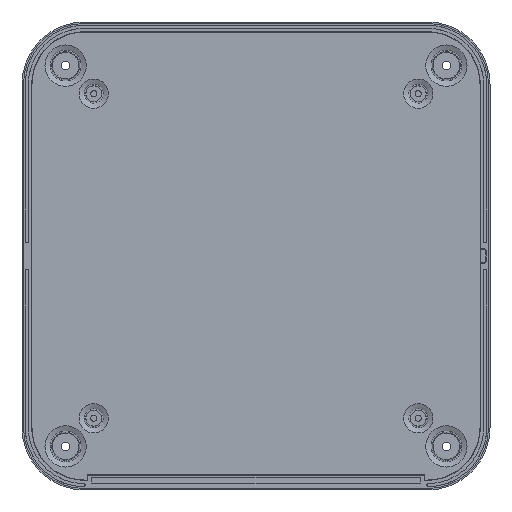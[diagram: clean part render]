
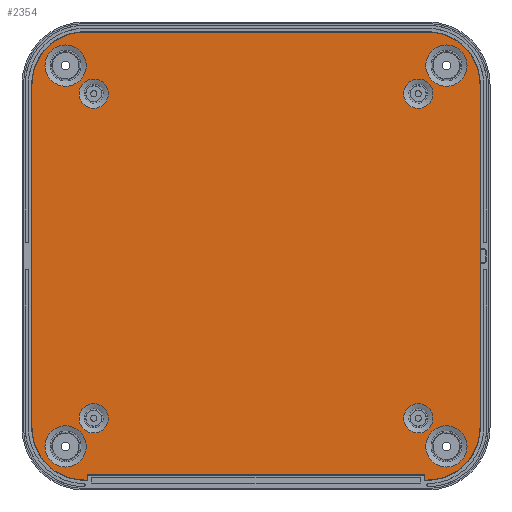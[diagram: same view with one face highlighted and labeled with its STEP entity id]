
A CAD part, top view. The second image highlights one B-rep face of the part: STEP entity #2354.
In plain terms, the highlighted planar face has unit normal (0, 0, 1).
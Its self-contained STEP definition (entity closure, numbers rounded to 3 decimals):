
#41=FACE_BOUND('',#407,.T.);
#42=FACE_BOUND('',#408,.T.);
#43=FACE_BOUND('',#409,.T.);
#44=FACE_BOUND('',#410,.T.);
#45=FACE_BOUND('',#411,.T.);
#46=FACE_BOUND('',#412,.T.);
#47=FACE_BOUND('',#413,.T.);
#48=FACE_BOUND('',#414,.T.);
#120=PLANE('',#2613);
#245=FACE_OUTER_BOUND('',#406,.T.);
#406=EDGE_LOOP('',(#1918,#1919,#1920,#1921,#1922,#1923,#1924,#1925,#1926,
#1927,#1928,#1929));
#407=EDGE_LOOP('',(#1930));
#408=EDGE_LOOP('',(#1931));
#409=EDGE_LOOP('',(#1932));
#410=EDGE_LOOP('',(#1933));
#411=EDGE_LOOP('',(#1934));
#412=EDGE_LOOP('',(#1935));
#413=EDGE_LOOP('',(#1936));
#414=EDGE_LOOP('',(#1937));
#628=LINE('',#3964,#830);
#639=LINE('',#3998,#841);
#642=LINE('',#4006,#844);
#645=LINE('',#4014,#847);
#651=LINE('',#4026,#853);
#652=LINE('',#4030,#854);
#653=LINE('',#4031,#855);
#654=LINE('',#4032,#856);
#830=VECTOR('',#3092,1000.);
#841=VECTOR('',#3119,1000.);
#844=VECTOR('',#3128,1000.);
#847=VECTOR('',#3137,1000.);
#853=VECTOR('',#3149,1000.);
#854=VECTOR('',#3152,1000.);
#855=VECTOR('',#3153,1000.);
#856=VECTOR('',#3154,1000.);
#921=CIRCLE('',#2455,4.696);
#923=CIRCLE('',#2458,4.696);
#925=CIRCLE('',#2461,4.696);
#927=CIRCLE('',#2464,4.696);
#945=CIRCLE('',#2491,6.608);
#947=CIRCLE('',#2494,6.608);
#949=CIRCLE('',#2497,6.608);
#951=CIRCLE('',#2500,6.608);
#1014=CIRCLE('',#2602,16.77);
#1015=CIRCLE('',#2605,16.77);
#1016=CIRCLE('',#2608,16.77);
#1017=CIRCLE('',#2611,16.77);
#1025=VERTEX_POINT('',#3378);
#1027=VERTEX_POINT('',#3384);
#1029=VERTEX_POINT('',#3390);
#1031=VERTEX_POINT('',#3396);
#1049=VERTEX_POINT('',#3450);
#1051=VERTEX_POINT('',#3456);
#1053=VERTEX_POINT('',#3462);
#1055=VERTEX_POINT('',#3468);
#1196=VERTEX_POINT('',#3960);
#1197=VERTEX_POINT('',#3962);
#1210=VERTEX_POINT('',#3991);
#1211=VERTEX_POINT('',#3993);
#1212=VERTEX_POINT('',#3997);
#1213=VERTEX_POINT('',#4001);
#1214=VERTEX_POINT('',#4005);
#1215=VERTEX_POINT('',#4009);
#1216=VERTEX_POINT('',#4013);
#1219=VERTEX_POINT('',#4024);
#1220=VERTEX_POINT('',#4028);
#1221=VERTEX_POINT('',#4029);
#1246=EDGE_CURVE('',#1025,#1025,#921,.T.);
#1249=EDGE_CURVE('',#1027,#1027,#923,.T.);
#1252=EDGE_CURVE('',#1029,#1029,#925,.T.);
#1255=EDGE_CURVE('',#1031,#1031,#927,.T.);
#1282=EDGE_CURVE('',#1049,#1049,#945,.T.);
#1285=EDGE_CURVE('',#1051,#1051,#947,.T.);
#1288=EDGE_CURVE('',#1053,#1053,#949,.T.);
#1291=EDGE_CURVE('',#1055,#1055,#951,.T.);
#1470=EDGE_CURVE('',#1197,#1196,#628,.T.);
#1484=EDGE_CURVE('',#1210,#1211,#1014,.T.);
#1486=EDGE_CURVE('',#1211,#1212,#639,.T.);
#1488=EDGE_CURVE('',#1212,#1213,#1015,.T.);
#1490=EDGE_CURVE('',#1213,#1214,#642,.T.);
#1492=EDGE_CURVE('',#1214,#1215,#1016,.T.);
#1494=EDGE_CURVE('',#1215,#1216,#645,.T.);
#1499=EDGE_CURVE('',#1216,#1197,#1017,.T.);
#1501=EDGE_CURVE('',#1219,#1210,#651,.T.);
#1502=EDGE_CURVE('',#1220,#1221,#652,.T.);
#1503=EDGE_CURVE('',#1220,#1196,#653,.T.);
#1504=EDGE_CURVE('',#1221,#1219,#654,.T.);
#1918=ORIENTED_EDGE('',*,*,#1502,.F.);
#1919=ORIENTED_EDGE('',*,*,#1503,.T.);
#1920=ORIENTED_EDGE('',*,*,#1470,.F.);
#1921=ORIENTED_EDGE('',*,*,#1499,.F.);
#1922=ORIENTED_EDGE('',*,*,#1494,.F.);
#1923=ORIENTED_EDGE('',*,*,#1492,.F.);
#1924=ORIENTED_EDGE('',*,*,#1490,.F.);
#1925=ORIENTED_EDGE('',*,*,#1488,.F.);
#1926=ORIENTED_EDGE('',*,*,#1486,.F.);
#1927=ORIENTED_EDGE('',*,*,#1484,.F.);
#1928=ORIENTED_EDGE('',*,*,#1501,.F.);
#1929=ORIENTED_EDGE('',*,*,#1504,.F.);
#1930=ORIENTED_EDGE('',*,*,#1255,.T.);
#1931=ORIENTED_EDGE('',*,*,#1252,.T.);
#1932=ORIENTED_EDGE('',*,*,#1249,.T.);
#1933=ORIENTED_EDGE('',*,*,#1246,.T.);
#1934=ORIENTED_EDGE('',*,*,#1291,.T.);
#1935=ORIENTED_EDGE('',*,*,#1288,.T.);
#1936=ORIENTED_EDGE('',*,*,#1285,.T.);
#1937=ORIENTED_EDGE('',*,*,#1282,.T.);
#2354=ADVANCED_FACE('',(#245,#41,#42,#43,#44,#45,#46,#47,#48),#120,.F.);
#2455=AXIS2_PLACEMENT_3D('',#3380,#2699,#2700);
#2458=AXIS2_PLACEMENT_3D('',#3386,#2706,#2707);
#2461=AXIS2_PLACEMENT_3D('',#3392,#2713,#2714);
#2464=AXIS2_PLACEMENT_3D('',#3398,#2720,#2721);
#2491=AXIS2_PLACEMENT_3D('',#3452,#2783,#2784);
#2494=AXIS2_PLACEMENT_3D('',#3458,#2790,#2791);
#2497=AXIS2_PLACEMENT_3D('',#3464,#2797,#2798);
#2500=AXIS2_PLACEMENT_3D('',#3470,#2804,#2805);
#2602=AXIS2_PLACEMENT_3D('',#3994,#3114,#3115);
#2605=AXIS2_PLACEMENT_3D('',#4002,#3123,#3124);
#2608=AXIS2_PLACEMENT_3D('',#4010,#3132,#3133);
#2611=AXIS2_PLACEMENT_3D('',#4022,#3144,#3145);
#2613=AXIS2_PLACEMENT_3D('',#4027,#3150,#3151);
#2699=DIRECTION('center_axis',(0.,0.,-1.));
#2700=DIRECTION('ref_axis',(0.,1.,0.));
#2706=DIRECTION('center_axis',(0.,0.,-1.));
#2707=DIRECTION('ref_axis',(0.,1.,0.));
#2713=DIRECTION('center_axis',(0.,0.,-1.));
#2714=DIRECTION('ref_axis',(0.,1.,0.));
#2720=DIRECTION('center_axis',(0.,0.,-1.));
#2721=DIRECTION('ref_axis',(0.,1.,0.));
#2783=DIRECTION('center_axis',(0.,0.,-1.));
#2784=DIRECTION('ref_axis',(0.,1.,0.));
#2790=DIRECTION('center_axis',(0.,0.,-1.));
#2791=DIRECTION('ref_axis',(0.,1.,0.));
#2797=DIRECTION('center_axis',(0.,0.,-1.));
#2798=DIRECTION('ref_axis',(0.,1.,0.));
#2804=DIRECTION('center_axis',(0.,0.,-1.));
#2805=DIRECTION('ref_axis',(0.,1.,0.));
#3092=DIRECTION('',(-1.,0.,0.));
#3114=DIRECTION('center_axis',(0.,0.,-1.));
#3115=DIRECTION('ref_axis',(0.,1.,0.));
#3119=DIRECTION('',(0.,1.,0.));
#3123=DIRECTION('center_axis',(0.,0.,-1.));
#3124=DIRECTION('ref_axis',(0.,1.,0.));
#3128=DIRECTION('',(1.,0.,0.));
#3132=DIRECTION('center_axis',(0.,0.,-1.));
#3133=DIRECTION('ref_axis',(0.,1.,0.));
#3137=DIRECTION('',(0.,-1.,0.));
#3144=DIRECTION('center_axis',(0.,0.,-1.));
#3145=DIRECTION('ref_axis',(0.,1.,0.));
#3149=DIRECTION('',(-1.,0.,0.));
#3150=DIRECTION('center_axis',(0.,0.,-1.));
#3151=DIRECTION('ref_axis',(0.,1.,0.));
#3152=DIRECTION('',(-1.,0.,0.));
#3153=DIRECTION('',(0.,-1.,0.));
#3154=DIRECTION('',(0.,-1.,0.));
#3378=CARTESIAN_POINT('',(0.,4.696,-5.));
#3380=CARTESIAN_POINT('Origin',(0.,0.,-5.));
#3384=CARTESIAN_POINT('',(104.,4.696,-5.));
#3386=CARTESIAN_POINT('Origin',(104.,0.,-5.));
#3390=CARTESIAN_POINT('',(104.,108.696,-5.));
#3392=CARTESIAN_POINT('Origin',(104.,104.,-5.));
#3396=CARTESIAN_POINT('',(0.,108.696,-5.));
#3398=CARTESIAN_POINT('Origin',(0.,104.,-5.));
#3450=CARTESIAN_POINT('',(113.,119.608,-5.));
#3452=CARTESIAN_POINT('Origin',(113.,113.,-5.));
#3456=CARTESIAN_POINT('',(-9.,119.608,-5.));
#3458=CARTESIAN_POINT('Origin',(-9.,113.,-5.));
#3462=CARTESIAN_POINT('',(-9.,-2.392,-5.));
#3464=CARTESIAN_POINT('Origin',(-9.,-9.,-5.));
#3468=CARTESIAN_POINT('',(113.,-2.392,-5.));
#3470=CARTESIAN_POINT('Origin',(113.,-9.,-5.));
#3960=CARTESIAN_POINT('',(106.042,-19.77,-5.));
#3962=CARTESIAN_POINT('',(107.,-19.77,-5.));
#3964=CARTESIAN_POINT('',(107.,-19.77,-5.));
#3991=CARTESIAN_POINT('',(-3.,-19.77,-5.));
#3993=CARTESIAN_POINT('',(-19.77,-3.,-5.));
#3994=CARTESIAN_POINT('Origin',(-3.,-3.,-5.));
#3997=CARTESIAN_POINT('',(-19.77,107.,-5.));
#3998=CARTESIAN_POINT('',(-19.77,-3.,-5.));
#4001=CARTESIAN_POINT('',(-3.,123.77,-5.));
#4002=CARTESIAN_POINT('Origin',(-3.,107.,-5.));
#4005=CARTESIAN_POINT('',(107.,123.77,-5.));
#4006=CARTESIAN_POINT('',(-3.,123.77,-5.));
#4009=CARTESIAN_POINT('',(123.77,107.,-5.));
#4010=CARTESIAN_POINT('Origin',(107.,107.,-5.));
#4013=CARTESIAN_POINT('',(123.77,-3.,-5.));
#4014=CARTESIAN_POINT('',(123.77,107.,-5.));
#4022=CARTESIAN_POINT('Origin',(107.,-3.,-5.));
#4024=CARTESIAN_POINT('',(-2.042,-19.77,-5.));
#4026=CARTESIAN_POINT('',(107.,-19.77,-5.));
#4027=CARTESIAN_POINT('Origin',(-3.,-3.,-5.));
#4028=CARTESIAN_POINT('',(106.042,-18.158,-5.));
#4029=CARTESIAN_POINT('',(-2.042,-18.158,-5.));
#4030=CARTESIAN_POINT('',(106.,-18.158,-5.));
#4031=CARTESIAN_POINT('',(106.042,-3.,-5.));
#4032=CARTESIAN_POINT('',(-2.042,-18.2,-5.));
